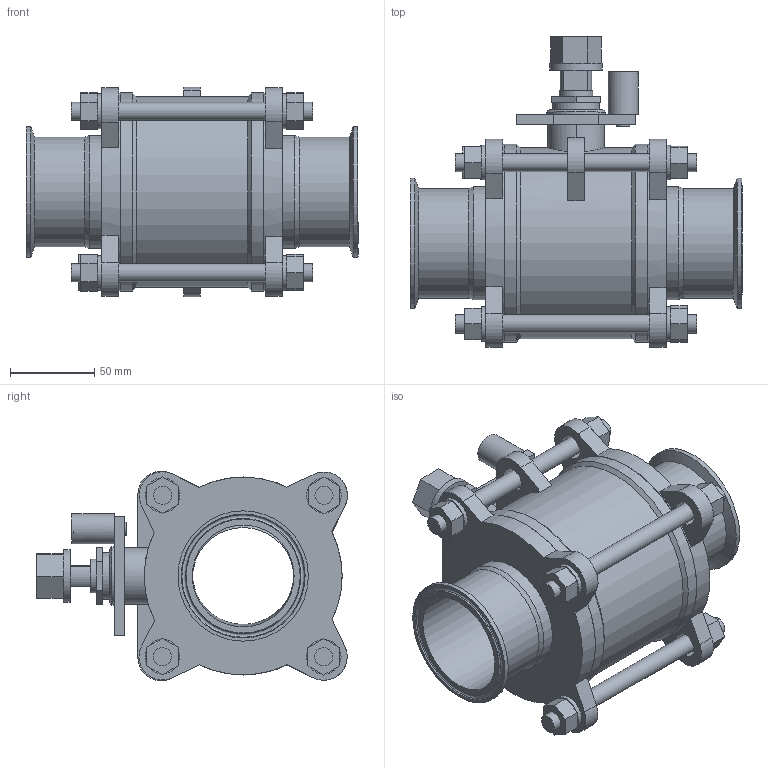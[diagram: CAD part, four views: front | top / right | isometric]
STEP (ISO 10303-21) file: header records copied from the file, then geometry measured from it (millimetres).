
FILE_DESCRIPTION(/* description */ (''),/* implementation_level */ '2;1');
FILE_NAME(/* name */ 'BLV2C-2.5.stp',/* time_stamp */ '2023-05-10T16:17:56-04:00',/* author */ ('ken'),/* organization */ (''),/* preprocessor_version */ 'ST-DEVELOPER v18.1',/* originating_system */ 'Autodesk Inventor 2020',/* authorisation */ '');
FILE_SCHEMA (('AUTOMOTIVE_DESIGN { 1 0 10303 214 3 1 1 }'));
Length unit declared in the file: inch
Products named in the file (15): BLV2C-2.5; BLV2C-2.5-BALL; BLV2C-2.5-BODY; BLV2C-2.5-BODYNUT; BLV2C-2.5-HANDLEPIN; BLV2C-2.5-STEM; BLV2C-2.5-STEMNUT; BLV2C-2.5-STEMRING; BLV2C-2.5-STEMWASHER; BLV2C-2.5-FLANGE; BLV2C-2.5-SEAT; BLV2C-2.5-SEATRING; BLV2C-2.5-BOLT; BLV2C-2.5-NUT; BLV2C-2.5-WASHER
Assembly tree (34 placements, depth 2):
  BLV2C-2.5
    BLV2C-2.5-BALL
    BLV2C-2.5-BODY
    BLV2C-2.5-BODYNUT
    BLV2C-2.5-HANDLEPIN
    BLV2C-2.5-STEM
    BLV2C-2.5-STEMNUT
    BLV2C-2.5-STEMRING
    BLV2C-2.5-STEMWASHER
    BLV2C-2.5-FLANGE  x2
    BLV2C-2.5-SEAT  x2
    BLV2C-2.5-SEATRING  x2
    BLV2C-2.5-BOLT  x4
    BLV2C-2.5-NUT  x8
    BLV2C-2.5-WASHER  x8
Bounding box: 197.1 x 184.52 x 124.35 mm (x, y, z)
Volume: 1021273.3 mm3; surface area: 346727 mm2
Topology: 34 solids, 34 shells, 317 faces, 794 edges, 556 vertices
Faces by surface type: plane 200, cylinder 100, cone 12, sphere 3, torus 2
Full cylindrical faces by diameter (mm): 6.782 x4, 7.747 x1, 10.312 x8, 10.744 x4, 12.624 x8, 14.605 x2, 15.113 x8, 16.586 x1, 17.983 x1, 19.939 x1, 20.066 x1, 20.193 x1, 20.447 x1, 20.498 x8, 20.574 x1, 24.892 x1, 25.019 x1, 26.289 x1, 26.924 x1, 27.94 x1, 31.369 x1, 34.544 x1, 60.325 x1, 60.452 x2, 60.96 x2, 65.049 x2, 67.158 x2, 77.394 x2, 103.937 x2, 104.14 x3
Entity records: 6361 total; most frequent: CARTESIAN_POINT 1138, DIRECTION 1079, ORIENTED_EDGE 892, EDGE_CURVE 446, AXIS2_PLACEMENT_3D 424, VERTEX_POINT 312, LINE 231, VECTOR 231
